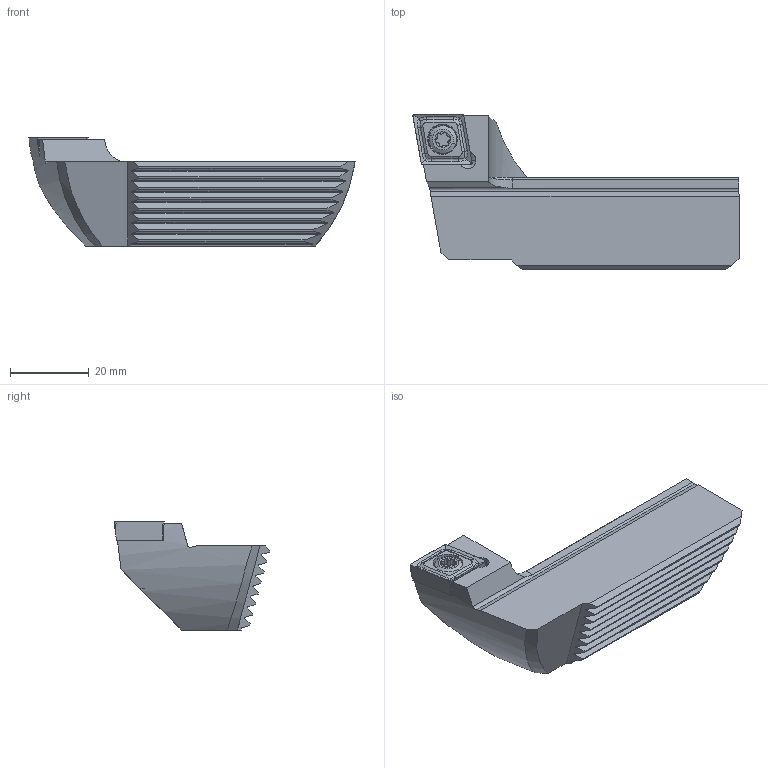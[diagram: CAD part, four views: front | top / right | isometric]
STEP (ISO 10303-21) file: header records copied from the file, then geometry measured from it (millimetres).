
FILE_DESCRIPTION (( 'STEP AP214' ), '1' );
FILE_NAME ('F00.WCC.086.001.STEP', '2018-03-05T15:55:05', ( 'SWIAdmin' ), ( 'Hewlett-Packard Company' ), 'SwSTEP 2.0', 'SolidWorks 2017', '' );
FILE_SCHEMA (( 'AUTOMOTIVE_DESIGN' ));
Length unit declared in the file: millimetre
Products named in the file (4): CCMT120404; WCC-ER2.001.010_A; F00-WCC.086.001_C; F00.WCC.086.001
Assembly tree (3 placements, depth 2):
  F00.WCC.086.001
    F00-WCC.086.001_C
    WCC-ER2.001.010_A
    CCMT120404
Bounding box: 82.58 x 39.4 x 27.35 mm (x, y, z)
Volume: 33749.2 mm3; surface area: 9363.9 mm2
Topology: 3 solids, 3 shells, 379 faces, 969 edges, 627 vertices
Faces by surface type: plane 226, bspline 77, cylinder 40, cone 28, torus 8
Entity records: 15667 total; most frequent: CARTESIAN_POINT 6835, ORIENTED_EDGE 1918, DIRECTION 1414, EDGE_CURVE 959, VECTOR 632, LINE 632, VERTEX_POINT 627, EDGE_LOOP 424
